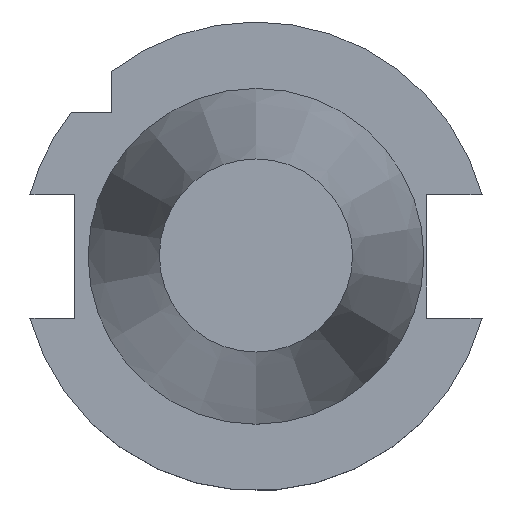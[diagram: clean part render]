
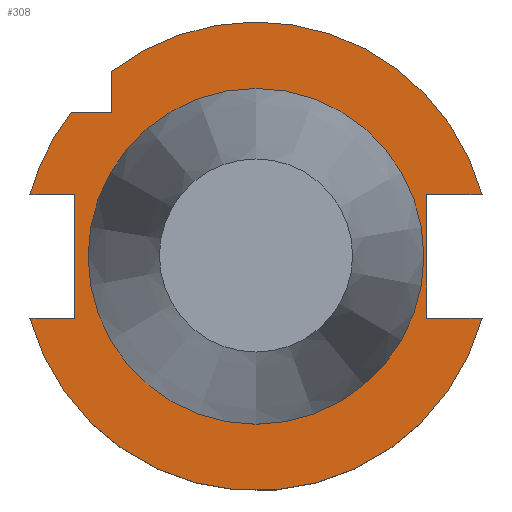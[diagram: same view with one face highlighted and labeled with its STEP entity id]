
A CAD part, top view. The second image highlights one B-rep face of the part: STEP entity #308.
In plain terms, the highlighted planar face has unit normal (0, 0, 1).
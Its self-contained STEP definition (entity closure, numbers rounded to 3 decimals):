
#201=EDGE_CURVE('240[2]',#561,#535,#562,.T.);
#227=EDGE_CURVE('240[2]',#527,#561,#606,.T.);
#238=EDGE_CURVE('240[2]',#621,#583,#622,.T.);
#283=EDGE_CURVE('240[2]',#583,#687,#688,.T.);
#285=EDGE_CURVE('240[2]',#690,#527,#691,.T.);
#289=EDGE_CURVE('240[2]',#696,#696,#697,.T.);
#308=ADVANCED_FACE('240[2]',(#722,#723),#724,.T.);
#354=EDGE_CURVE('240[2]',#690,#567,#785,.T.);
#380=EDGE_CURVE('240[2]',#558,#687,#818,.T.);
#384=EDGE_CURVE('240[2]',#621,#535,#822,.T.);
#454=EDGE_CURVE('240[2]',#745,#908,#909,.T.);
#466=EDGE_CURVE('240[2]',#908,#567,#924,.T.);
#472=EDGE_CURVE('240[2]',#558,#745,#930,.T.);
#527=VERTEX_POINT('',#1000);
#535=VERTEX_POINT('',#1011);
#558=VERTEX_POINT('',#1043);
#561=VERTEX_POINT('',#1048);
#562=LINE('',#1049,#1050);
#567=VERTEX_POINT('',#1058);
#583=VERTEX_POINT('',#1080);
#606=LINE('',#1113,#1114);
#621=VERTEX_POINT('',#1144);
#622=LINE('',#1145,#1146);
#687=VERTEX_POINT('',#1337);
#688=LINE('',#1338,#1339);
#690=VERTEX_POINT('',#1342);
#691=LINE('',#1343,#1344);
#696=VERTEX_POINT('',#1351);
#697=CIRCLE('',#1352,34.925);
#722=FACE_BOUND('',#1387,.T.);
#723=FACE_OUTER_BOUND('',#1388,.T.);
#724=PLANE('',#1389);
#745=VERTEX_POINT('',#1419);
#785=CIRCLE('',#1474,48.75);
#818=CIRCLE('',#1520,48.75);
#822=CIRCLE('',#1527,48.75);
#908=VERTEX_POINT('',#1679);
#909=LINE('',#1680,#1681);
#924=LINE('',#1703,#1704);
#930=LINE('',#1723,#1724);
#1000=CARTESIAN_POINT('',(35.5,-12.85,-1.5));
#1011=CARTESIAN_POINT('',(47.026,12.85,-1.5));
#1043=CARTESIAN_POINT('',(-47.026,12.85,-1.5));
#1048=CARTESIAN_POINT('',(35.5,12.85,-1.5));
#1049=CARTESIAN_POINT('',(21.422,12.85,-1.5));
#1050=VECTOR('',#1895,1.0);
#1058=CARTESIAN_POINT('',(-47.026,-12.85,-1.5));
#1080=CARTESIAN_POINT('',(-30.0,30.0,-1.5));
#1113=CARTESIAN_POINT('',(35.5,20.919,-1.5));
#1114=VECTOR('',#1925,1.0);
#1144=CARTESIAN_POINT('',(-30.0,38.426,-1.5));
#1145=CARTESIAN_POINT('',(-30.0,38.978,-1.5));
#1146=VECTOR('',#1938,1.0);
#1337=CARTESIAN_POINT('',(-38.426,30.0,-1.5));
#1338=CARTESIAN_POINT('',(-18.059,30.0,-1.5));
#1339=VECTOR('',#1996,1.0);
#1342=CARTESIAN_POINT('',(47.026,-12.85,-1.5));
#1343=CARTESIAN_POINT('',(21.422,-12.85,-1.5));
#1344=VECTOR('',#1997,1.0);
#1351=CARTESIAN_POINT('',(0.,34.925,-1.5));
#1352=AXIS2_PLACEMENT_3D('',#2001,#2002,#2003);
#1387=EDGE_LOOP('',(#2031));
#1388=EDGE_LOOP('',(#2032,#2033,#2034,#2035,#2036,#2037,#2038,#2039,#2040,#2041,#2042));
#1389=AXIS2_PLACEMENT_3D('',#2043,#2044,#2045);
#1419=CARTESIAN_POINT('',(-37.7,12.85,-1.5));
#1474=AXIS2_PLACEMENT_3D('',#2128,#2129,#2130);
#1520=AXIS2_PLACEMENT_3D('',#2189,#2190,#2191);
#1527=AXIS2_PLACEMENT_3D('',#2193,#2194,#2195);
#1679=CARTESIAN_POINT('',(-37.7,-12.85,-1.5));
#1680=CARTESIAN_POINT('',(-37.7,20.919,-1.5));
#1681=VECTOR('',#2303,1.0);
#1703=CARTESIAN_POINT('',(-21.972,-12.85,-1.5));
#1704=VECTOR('',#2320,1.0);
#1723=CARTESIAN_POINT('',(-21.972,12.85,-1.5));
#1724=VECTOR('',#2322,1.0);
#1895=DIRECTION('',(1.0,0.,0.));
#1925=DIRECTION('',(0.0,1.0,0.));
#1938=DIRECTION('',(0.0,-1.0,0.));
#1996=DIRECTION('',(-1.0,0.0,0.));
#1997=DIRECTION('',(-1.0,0.,0.));
#2001=CARTESIAN_POINT('',(0.,0.,-1.5));
#2002=DIRECTION('',(0.,0.,-1.0));
#2003=DIRECTION('',(0.,1.0,0.));
#2031=ORIENTED_EDGE('',*,*,#289,.T.);
#2032=ORIENTED_EDGE('',*,*,#238,.T.);
#2033=ORIENTED_EDGE('',*,*,#283,.T.);
#2034=ORIENTED_EDGE('',*,*,#380,.F.);
#2035=ORIENTED_EDGE('',*,*,#472,.T.);
#2036=ORIENTED_EDGE('',*,*,#454,.T.);
#2037=ORIENTED_EDGE('',*,*,#466,.T.);
#2038=ORIENTED_EDGE('',*,*,#354,.F.);
#2039=ORIENTED_EDGE('',*,*,#285,.T.);
#2040=ORIENTED_EDGE('',*,*,#227,.T.);
#2041=ORIENTED_EDGE('',*,*,#201,.T.);
#2042=ORIENTED_EDGE('',*,*,#384,.F.);
#2043=CARTESIAN_POINT('',(0.,41.838,-1.5));
#2044=DIRECTION('',(0.,0.,1.0));
#2045=DIRECTION('',(0.,-1.0,0.));
#2128=CARTESIAN_POINT('',(0.,0.,-1.5));
#2129=DIRECTION('',(0.,0.,-1.0));
#2130=DIRECTION('',(0.,1.0,0.));
#2189=CARTESIAN_POINT('',(0.,0.,-1.5));
#2190=DIRECTION('',(0.,0.,-1.0));
#2191=DIRECTION('',(0.,1.0,0.));
#2193=CARTESIAN_POINT('',(0.,0.,-1.5));
#2194=DIRECTION('',(0.,0.,-1.0));
#2195=DIRECTION('',(0.,1.0,0.));
#2303=DIRECTION('',(0.0,-1.0,0.));
#2320=DIRECTION('',(-1.0,0.,0.));
#2322=DIRECTION('',(1.0,0.,0.));
